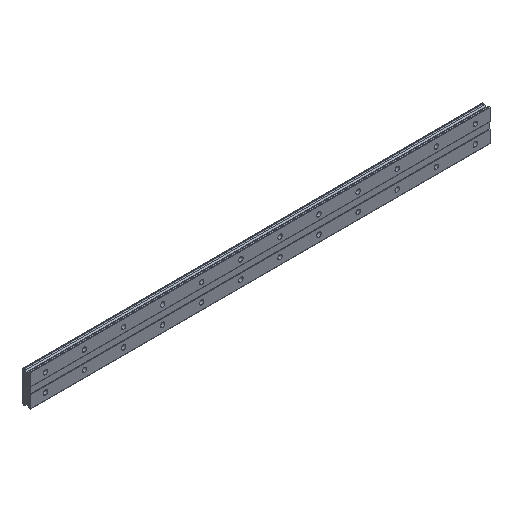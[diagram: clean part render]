
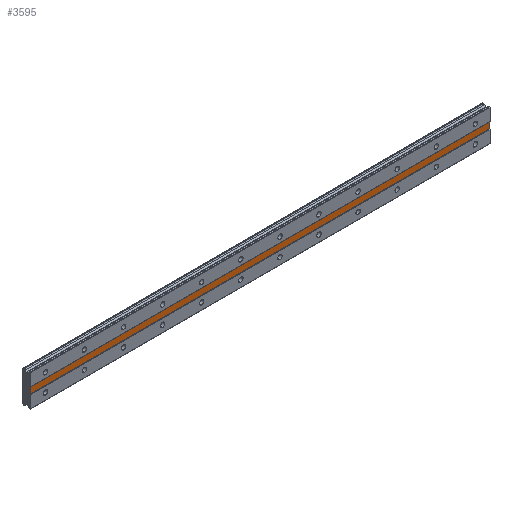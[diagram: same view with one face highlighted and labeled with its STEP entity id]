
A CAD part, isometric view. The second image highlights one B-rep face of the part: STEP entity #3595.
In plain terms, the highlighted planar face has unit normal (0, -1, 0).
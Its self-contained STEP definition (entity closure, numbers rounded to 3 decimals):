
#30 = DIRECTION ( 'NONE',  ( 0., 0., -1. ) ) ;
#110 = CARTESIAN_POINT ( 'NONE',  ( 455., 0.5, 3. ) ) ;
#315 = EDGE_CURVE ( 'NONE', #678, #2935, #877, .T. ) ;
#377 = EDGE_LOOP ( 'NONE', ( #498, #3093, #2841, #1084 ) ) ;
#489 = FACE_OUTER_BOUND ( 'NONE', #377, .T. ) ;
#498 = ORIENTED_EDGE ( 'NONE', *, *, #315, .F. ) ;
#654 = LINE ( 'NONE', #4437, #4214 ) ;
#678 = VERTEX_POINT ( 'NONE', #2640 ) ;
#877 = LINE ( 'NONE', #1248, #2969 ) ;
#915 = DIRECTION ( 'NONE',  ( 0., 0., 1. ) ) ;
#1034 = EDGE_CURVE ( 'NONE', #3211, #1489, #654, .T. ) ;
#1084 = ORIENTED_EDGE ( 'NONE', *, *, #1549, .T. ) ;
#1240 = DIRECTION ( 'NONE',  ( 0., 1., 0. ) ) ;
#1248 = CARTESIAN_POINT ( 'NONE',  ( 455., 0.5, -3. ) ) ;
#1334 = CARTESIAN_POINT ( 'NONE',  ( -15., 0.5, 3. ) ) ;
#1489 = VERTEX_POINT ( 'NONE', #1334 ) ;
#1549 = EDGE_CURVE ( 'NONE', #1489, #2935, #2610, .T. ) ;
#1839 = DIRECTION ( 'NONE',  ( 0., 0., -1. ) ) ;
#1969 = PLANE ( 'NONE',  #3561 ) ;
#2610 = LINE ( 'NONE', #4724, #3351 ) ;
#2640 = CARTESIAN_POINT ( 'NONE',  ( 455., 0.5, -3. ) ) ;
#2724 = CARTESIAN_POINT ( 'NONE',  ( -15., 0.5, -3. ) ) ;
#2795 = VECTOR ( 'NONE', #30, 1000. ) ;
#2841 = ORIENTED_EDGE ( 'NONE', *, *, #1034, .T. ) ;
#2843 = DIRECTION ( 'NONE',  ( -1., 0., 0. ) ) ;
#2935 = VERTEX_POINT ( 'NONE', #2724 ) ;
#2969 = VECTOR ( 'NONE', #3847, 1000. ) ;
#3093 = ORIENTED_EDGE ( 'NONE', *, *, #3983, .F. ) ;
#3211 = VERTEX_POINT ( 'NONE', #4635 ) ;
#3351 = VECTOR ( 'NONE', #1839, 1000. ) ;
#3561 = AXIS2_PLACEMENT_3D ( 'NONE', #110, #1240, #915 ) ;
#3595 = ADVANCED_FACE ( 'NONE', ( #489 ), #1969, .F. ) ;
#3847 = DIRECTION ( 'NONE',  ( -1., 0., 0. ) ) ;
#3983 = EDGE_CURVE ( 'NONE', #3211, #678, #4558, .T. ) ;
#4214 = VECTOR ( 'NONE', #2843, 1000. ) ;
#4437 = CARTESIAN_POINT ( 'NONE',  ( 455., 0.5, 3. ) ) ;
#4499 = CARTESIAN_POINT ( 'NONE',  ( 455., 0.5, 16.615 ) ) ;
#4558 = LINE ( 'NONE', #4499, #2795 ) ;
#4635 = CARTESIAN_POINT ( 'NONE',  ( 455., 0.5, 3. ) ) ;
#4724 = CARTESIAN_POINT ( 'NONE',  ( -15., 0.5, 16.615 ) ) ;
